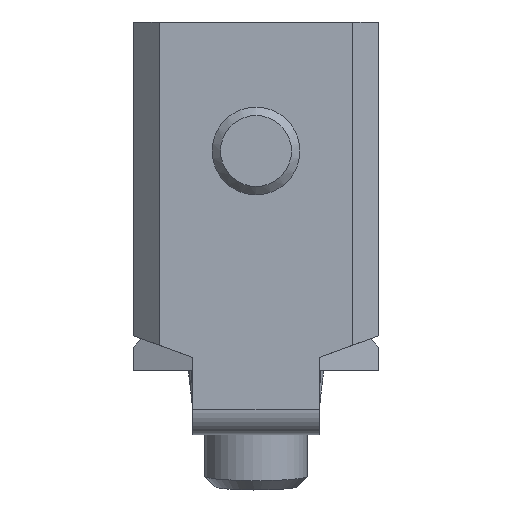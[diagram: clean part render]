
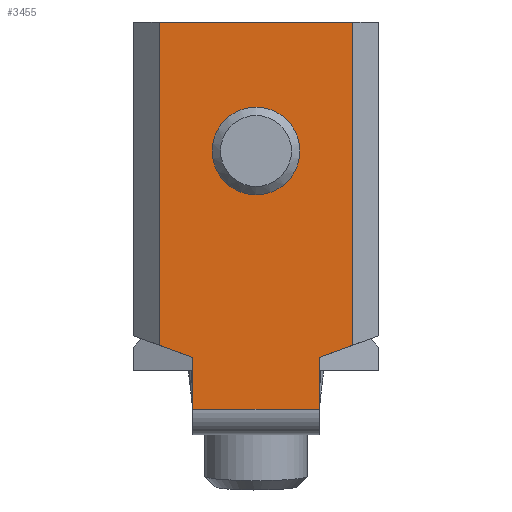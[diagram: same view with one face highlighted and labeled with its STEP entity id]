
A CAD part, front view. The second image highlights one B-rep face of the part: STEP entity #3455.
In plain terms, the highlighted planar face has unit normal (0, -1, 0).
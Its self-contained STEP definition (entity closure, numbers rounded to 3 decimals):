
#24 = EDGE_CURVE ( 'NONE', #1557, #199, #92, .T. ) ;
#38 = CARTESIAN_POINT ( 'NONE',  ( 7.5, 0., 6. ) ) ;
#70 = VECTOR ( 'NONE', #1699, 1000. ) ;
#92 = LINE ( 'NONE', #38, #70 ) ;
#132 = CARTESIAN_POINT ( 'NONE',  ( 7.5, 0., 6.946 ) ) ;
#138 = DIRECTION ( 'NONE',  ( 0., 0., -1. ) ) ;
#150 = EDGE_CURVE ( 'NONE', #1476, #1043, #2088, .T. ) ;
#179 = CARTESIAN_POINT ( 'NONE',  ( 4.9, 0., 32. ) ) ;
#199 = VERTEX_POINT ( 'NONE', #223 ) ;
#204 = DIRECTION ( 'NONE',  ( 0., 0., 1. ) ) ;
#223 = CARTESIAN_POINT ( 'NONE',  ( 7.5, 0., 32. ) ) ;
#234 = ORIENTED_EDGE ( 'NONE', *, *, #1187, .F. ) ;
#277 = EDGE_LOOP ( 'NONE', ( #234, #2040, #1240, #458, #2250, #1422, #669, #2444 ) ) ;
#287 = VERTEX_POINT ( 'NONE', #3224 ) ;
#292 = CARTESIAN_POINT ( 'NONE',  ( 4.9, 0., 2. ) ) ;
#331 = EDGE_CURVE ( 'NONE', #199, #2160, #3492, .T. ) ;
#375 = DIRECTION ( 'NONE',  ( -1., 0., 0. ) ) ;
#376 = DIRECTION ( 'NONE',  ( 0., 1., 0. ) ) ;
#458 = ORIENTED_EDGE ( 'NONE', *, *, #841, .F. ) ;
#550 = VERTEX_POINT ( 'NONE', #1053 ) ;
#657 = EDGE_CURVE ( 'NONE', #550, #1958, #3115, .T. ) ;
#669 = ORIENTED_EDGE ( 'NONE', *, *, #24, .T. ) ;
#682 = EDGE_CURVE ( 'NONE', #1476, #1557, #3095, .T. ) ;
#797 = FACE_OUTER_BOUND ( 'NONE', #277, .T. ) ;
#841 = EDGE_CURVE ( 'NONE', #1043, #1958, #2940, .T. ) ;
#845 = FACE_BOUND ( 'NONE', #1279, .T. ) ;
#847 = DIRECTION ( 'NONE',  ( 0., 0., -1. ) ) ;
#860 = CARTESIAN_POINT ( 'NONE',  ( 0., 0., 22. ) ) ;
#888 = CARTESIAN_POINT ( 'NONE',  ( -4.9, 0., 2. ) ) ;
#1043 = VERTEX_POINT ( 'NONE', #292 ) ;
#1052 = ORIENTED_EDGE ( 'NONE', *, *, #2545, .T. ) ;
#1053 = CARTESIAN_POINT ( 'NONE',  ( -4.9, 0., 6. ) ) ;
#1180 = DIRECTION ( 'NONE',  ( 0., 0., 1. ) ) ;
#1187 = EDGE_CURVE ( 'NONE', #1380, #2160, #2614, .T. ) ;
#1240 = ORIENTED_EDGE ( 'NONE', *, *, #657, .T. ) ;
#1279 = EDGE_LOOP ( 'NONE', ( #1052 ) ) ;
#1380 = VERTEX_POINT ( 'NONE', #3516 ) ;
#1422 = ORIENTED_EDGE ( 'NONE', *, *, #682, .T. ) ;
#1476 = VERTEX_POINT ( 'NONE', #3264 ) ;
#1497 = VECTOR ( 'NONE', #1727, 1000. ) ;
#1553 = CIRCLE ( 'NONE', #2972, 3.4 ) ;
#1557 = VERTEX_POINT ( 'NONE', #132 ) ;
#1699 = DIRECTION ( 'NONE',  ( 0., 0., 1. ) ) ;
#1716 = EDGE_CURVE ( 'NONE', #1380, #550, #3674, .T. ) ;
#1727 = DIRECTION ( 'NONE',  ( 0.94, 0., -0.342 ) ) ;
#1958 = VERTEX_POINT ( 'NONE', #888 ) ;
#2040 = ORIENTED_EDGE ( 'NONE', *, *, #1716, .T. ) ;
#2045 = CARTESIAN_POINT ( 'NONE',  ( 9.5, 0., 7.674 ) ) ;
#2057 = DIRECTION ( 'NONE',  ( 0.94, 0., 0.342 ) ) ;
#2088 = LINE ( 'NONE', #179, #3734 ) ;
#2160 = VERTEX_POINT ( 'NONE', #3049 ) ;
#2250 = ORIENTED_EDGE ( 'NONE', *, *, #150, .F. ) ;
#2317 = VECTOR ( 'NONE', #204, 1000. ) ;
#2444 = ORIENTED_EDGE ( 'NONE', *, *, #331, .T. ) ;
#2545 = EDGE_CURVE ( 'NONE', #287, #287, #1553, .T. ) ;
#2614 = LINE ( 'NONE', #2633, #2317 ) ;
#2633 = CARTESIAN_POINT ( 'NONE',  ( -7.5, 0., 6. ) ) ;
#2679 = DIRECTION ( 'NONE',  ( -1., 0., 0. ) ) ;
#2858 = VECTOR ( 'NONE', #375, 1000. ) ;
#2862 = CARTESIAN_POINT ( 'NONE',  ( 4.9, 0., 32. ) ) ;
#2920 = CARTESIAN_POINT ( 'NONE',  ( 4.9, 0., 2. ) ) ;
#2927 = VECTOR ( 'NONE', #2679, 1000. ) ;
#2940 = LINE ( 'NONE', #2920, #2927 ) ;
#2969 = DIRECTION ( 'NONE',  ( 0., 1., 0. ) ) ;
#2972 = AXIS2_PLACEMENT_3D ( 'NONE', #860, #2969, #1180 ) ;
#3049 = CARTESIAN_POINT ( 'NONE',  ( -7.5, 0., 32. ) ) ;
#3075 = CARTESIAN_POINT ( 'NONE',  ( 4.9, 0., 32. ) ) ;
#3086 = VECTOR ( 'NONE', #2057, 1000. ) ;
#3094 = VECTOR ( 'NONE', #138, 1000. ) ;
#3095 = LINE ( 'NONE', #2045, #3086 ) ;
#3101 = PLANE ( 'NONE',  #3544 ) ;
#3115 = LINE ( 'NONE', #3397, #3094 ) ;
#3202 = CARTESIAN_POINT ( 'NONE',  ( -9.5, 0., 7.674 ) ) ;
#3224 = CARTESIAN_POINT ( 'NONE',  ( 0., 0., 25.4 ) ) ;
#3264 = CARTESIAN_POINT ( 'NONE',  ( 4.9, 0., 6. ) ) ;
#3341 = DIRECTION ( 'NONE',  ( 0., 0., 1. ) ) ;
#3397 = CARTESIAN_POINT ( 'NONE',  ( -4.9, 0., 32. ) ) ;
#3455 = ADVANCED_FACE ( 'NONE', ( #845, #797 ), #3101, .F. ) ;
#3492 = LINE ( 'NONE', #3075, #2858 ) ;
#3516 = CARTESIAN_POINT ( 'NONE',  ( -7.5, 0., 6.946 ) ) ;
#3544 = AXIS2_PLACEMENT_3D ( 'NONE', #2862, #376, #3341 ) ;
#3674 = LINE ( 'NONE', #3202, #1497 ) ;
#3734 = VECTOR ( 'NONE', #847, 1000. ) ;
